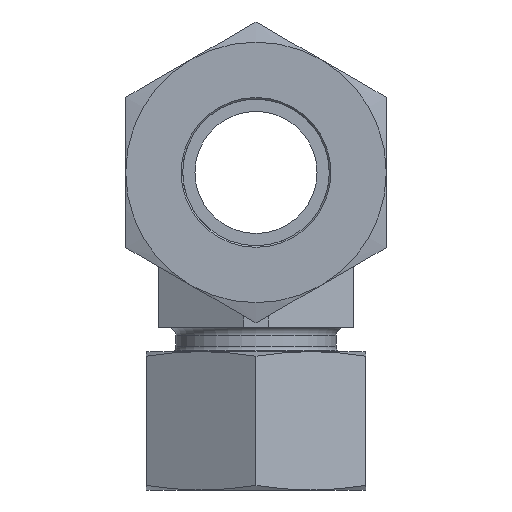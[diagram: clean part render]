
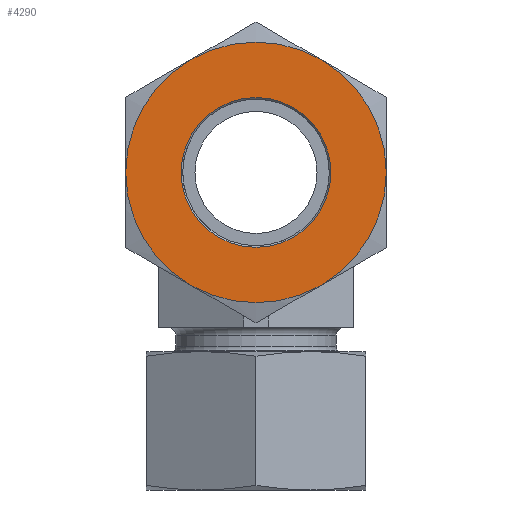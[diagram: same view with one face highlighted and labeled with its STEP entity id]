
A CAD part, front view. The second image highlights one B-rep face of the part: STEP entity #4290.
In plain terms, the highlighted face is planar.
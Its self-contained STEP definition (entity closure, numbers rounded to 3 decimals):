
#4194=CARTESIAN_POINT('',(9.2,0.,18.0));
#4195=VERTEX_POINT('',#4194);
#4196=CARTESIAN_POINT('',(0.0,0.0,18.0));
#4197=DIRECTION('',(0.0,0.0,1.0));
#4198=DIRECTION('',(-1.0,0.0,0.0));
#4199=AXIS2_PLACEMENT_3D('',#4196,#4197,#4198);
#4200=CIRCLE('',#4199,9.2);
#4201=EDGE_CURVE('',#4195,#4195,#4200,.T.);
#4226=CARTESIAN_POINT('',(0.,0.,18.0));
#4227=DIRECTION('',(0.0,0.0,1.0));
#4228=DIRECTION('',(1.0,0.0,0.0));
#4229=AXIS2_PLACEMENT_3D('',#4226,#4227,#4228);
#4230=PLANE('',#4229);
#4231=CARTESIAN_POINT('',(-8.,-13.856,18.0));
#4232=VERTEX_POINT('',#4231);
#4233=CARTESIAN_POINT('',(8.,-13.856,18.0));
#4234=VERTEX_POINT('',#4233);
#4235=CARTESIAN_POINT('',(0.0,0.0,18.0));
#4236=DIRECTION('',(0.0,0.0,1.0));
#4237=DIRECTION('',(-0.5,-0.866,0.0));
#4238=AXIS2_PLACEMENT_3D('',#4235,#4236,#4237);
#4239=CIRCLE('',#4238,16.);
#4240=EDGE_CURVE('',#4232,#4234,#4239,.T.);
#4241=ORIENTED_EDGE('',*,*,#4240,.T.);
#4242=CARTESIAN_POINT('',(16.0,0.,18.0));
#4243=VERTEX_POINT('',#4242);
#4244=CARTESIAN_POINT('',(0.0,0.0,18.0));
#4245=DIRECTION('',(0.0,0.0,1.0));
#4246=DIRECTION('',(-0.5,-0.866,0.0));
#4247=AXIS2_PLACEMENT_3D('',#4244,#4245,#4246);
#4248=CIRCLE('',#4247,16.);
#4249=EDGE_CURVE('',#4234,#4243,#4248,.T.);
#4250=ORIENTED_EDGE('',*,*,#4249,.T.);
#4251=CARTESIAN_POINT('',(8.,13.856,18.0));
#4252=VERTEX_POINT('',#4251);
#4253=CARTESIAN_POINT('',(0.0,0.0,18.0));
#4254=DIRECTION('',(0.0,0.0,1.0));
#4255=DIRECTION('',(-0.5,-0.866,0.0));
#4256=AXIS2_PLACEMENT_3D('',#4253,#4254,#4255);
#4257=CIRCLE('',#4256,16.);
#4258=EDGE_CURVE('',#4243,#4252,#4257,.T.);
#4259=ORIENTED_EDGE('',*,*,#4258,.T.);
#4260=CARTESIAN_POINT('',(-8.,13.856,18.0));
#4261=VERTEX_POINT('',#4260);
#4262=CARTESIAN_POINT('',(0.0,0.0,18.0));
#4263=DIRECTION('',(0.0,0.0,1.0));
#4264=DIRECTION('',(-0.5,-0.866,0.0));
#4265=AXIS2_PLACEMENT_3D('',#4262,#4263,#4264);
#4266=CIRCLE('',#4265,16.);
#4267=EDGE_CURVE('',#4252,#4261,#4266,.T.);
#4268=ORIENTED_EDGE('',*,*,#4267,.T.);
#4269=CARTESIAN_POINT('',(-16.0,0.0,18.0));
#4270=VERTEX_POINT('',#4269);
#4271=CARTESIAN_POINT('',(0.0,0.0,18.0));
#4272=DIRECTION('',(0.0,0.0,1.0));
#4273=DIRECTION('',(-0.5,-0.866,0.0));
#4274=AXIS2_PLACEMENT_3D('',#4271,#4272,#4273);
#4275=CIRCLE('',#4274,16.);
#4276=EDGE_CURVE('',#4261,#4270,#4275,.T.);
#4277=ORIENTED_EDGE('',*,*,#4276,.T.);
#4278=CARTESIAN_POINT('',(0.0,0.0,18.0));
#4279=DIRECTION('',(0.0,0.0,1.0));
#4280=DIRECTION('',(-0.5,-0.866,0.0));
#4281=AXIS2_PLACEMENT_3D('',#4278,#4279,#4280);
#4282=CIRCLE('',#4281,16.);
#4283=EDGE_CURVE('',#4270,#4232,#4282,.T.);
#4284=ORIENTED_EDGE('',*,*,#4283,.T.);
#4285=EDGE_LOOP('',(#4241,#4250,#4259,#4268,#4277,#4284));
#4286=FACE_OUTER_BOUND('',#4285,.T.);
#4287=ORIENTED_EDGE('',*,*,#4201,.F.);
#4288=EDGE_LOOP('',(#4287));
#4289=FACE_BOUND('',#4288,.T.);
#4290=ADVANCED_FACE('',(#4286,#4289),#4230,.T.);
